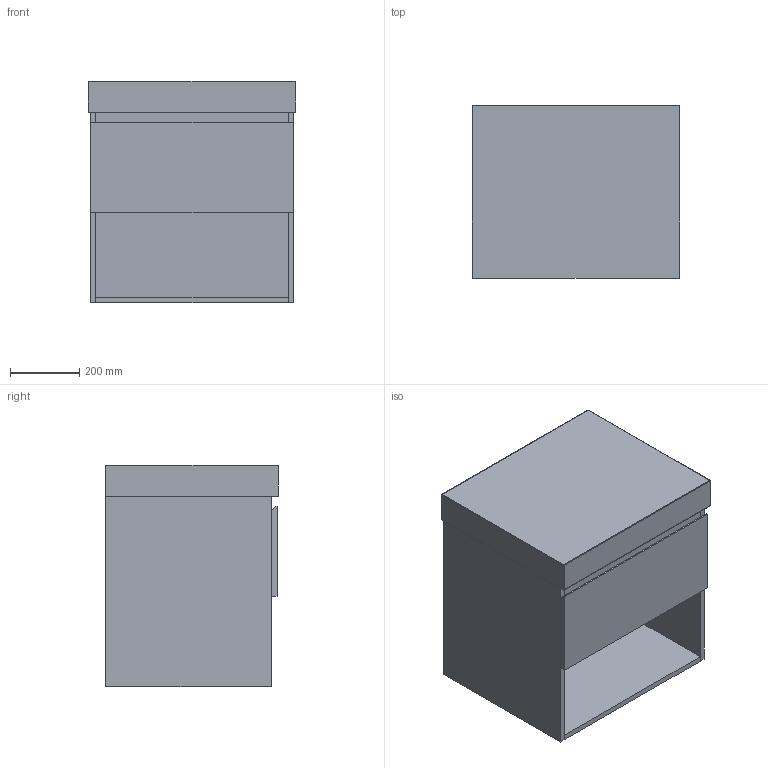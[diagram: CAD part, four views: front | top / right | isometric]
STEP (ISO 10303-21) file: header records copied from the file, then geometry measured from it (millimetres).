
FILE_DESCRIPTION(/* description */ (''),/* implementation_level */ '2;1');
FILE_NAME(/* name */ 'Domaine Shelf 600 (90MM)',/* time_stamp */ '2025-07-09T14:51:12+10:00',/* author */ (''),/* organization */ (''),/* preprocessor_version */ 'ST-DEVELOPER v16.5',/* originating_system */ '',/* authorisation */ '');
FILE_SCHEMA (('AUTOMOTIVE_DESIGN'));
Length unit declared in the file: millimetre
Products named in the file (5): Document; Domaine Shelf 600 (90MM); Blank Benchtops ALL678910111213141516171819202122232425262728293031; 600 Benchtop (90mm)5; Domaine Shelf 60023
Assembly tree (4 placements, depth 4):
  Document
    Domaine Shelf 600 (90MM)
      Blank Benchtops ALL678910111213141516171819202122232425262728293031
        600 Benchtop (90mm)5
      Domaine Shelf 60023
Bounding box: 600 x 500 x 640 mm (x, y, z)
Volume: 26016524.5 mm3; surface area: 3692463.2 mm2
Topology: 7 solids, 7 shells, 65 faces, 136 edges, 80 vertices
Faces by surface type: plane 48, cylinder 11, bspline 6
Entity records: 1977 total; most frequent: CARTESIAN_POINT 702, ORIENTED_EDGE 260, EDGE_CURVE 130, B_SPLINE_CURVE_WITH_KNOTS 110, DIRECTION 81, VERTEX_POINT 80, AXIS2_PLACEMENT_3D 70, EDGE_LOOP 66
